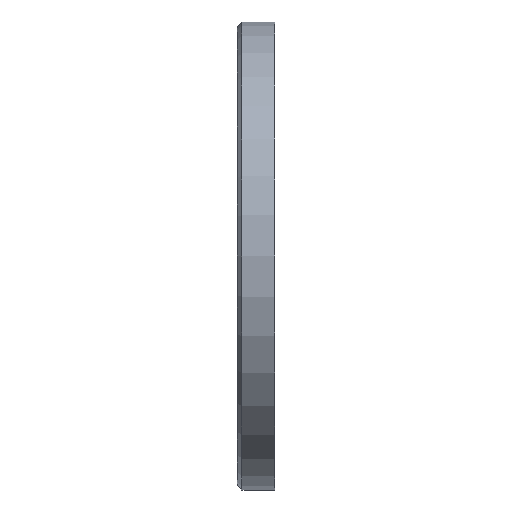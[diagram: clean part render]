
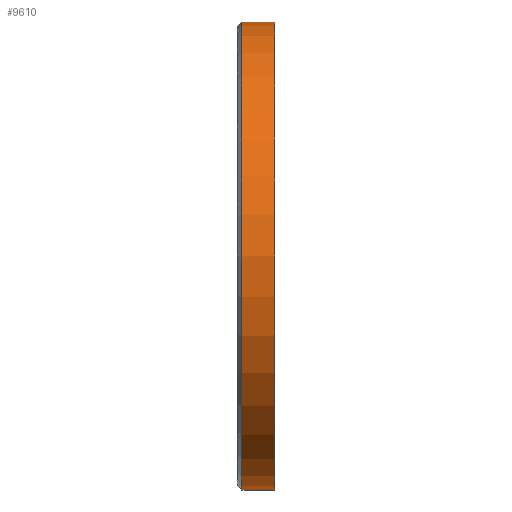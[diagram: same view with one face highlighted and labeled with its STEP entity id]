
A CAD part, left-side view. The second image highlights one B-rep face of the part: STEP entity #9610.
In plain terms, the highlighted cylindrical face has radius 50 mm (diameter 100 mm), a partial arc.
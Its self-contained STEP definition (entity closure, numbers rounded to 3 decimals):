
#647 = VERTEX_POINT ( 'NONE', #3239 ) ;
#703 = DIRECTION ( 'NONE',  ( 0., 0., -1. ) ) ;
#830 = DIRECTION ( 'NONE',  ( 0., 0., 1. ) ) ;
#1128 = ORIENTED_EDGE ( 'NONE', *, *, #2542, .F. ) ;
#1241 = CARTESIAN_POINT ( 'NONE',  ( 0., 4., -50. ) ) ;
#1357 = CARTESIAN_POINT ( 'NONE',  ( 0., 4., 50. ) ) ;
#1476 = ORIENTED_EDGE ( 'NONE', *, *, #12157, .T. ) ;
#1787 = DIRECTION ( 'NONE',  ( 0., 0., 1. ) ) ;
#1910 = VECTOR ( 'NONE', #7321, 1000. ) ;
#2203 = FACE_OUTER_BOUND ( 'NONE', #5381, .T. ) ;
#2343 = LINE ( 'NONE', #1357, #15743 ) ;
#2542 = EDGE_CURVE ( 'NONE', #6799, #11973, #2343, .T. ) ;
#2615 = DIRECTION ( 'NONE',  ( 0., -1., 0. ) ) ;
#3216 = EDGE_CURVE ( 'NONE', #647, #11973, #6612, .T. ) ;
#3239 = CARTESIAN_POINT ( 'NONE',  ( 0., -4., -50. ) ) ;
#3276 = CARTESIAN_POINT ( 'NONE',  ( 0., 3., 0. ) ) ;
#3572 = CARTESIAN_POINT ( 'NONE',  ( 0., 3., -50. ) ) ;
#5117 = AXIS2_PLACEMENT_3D ( 'NONE', #12952, #9197, #1787 ) ;
#5309 = EDGE_CURVE ( 'NONE', #13395, #647, #10792, .T. ) ;
#5381 = EDGE_LOOP ( 'NONE', ( #1128, #1476, #10625, #13815 ) ) ;
#6278 = CARTESIAN_POINT ( 'NONE',  ( 0., -4., 50. ) ) ;
#6501 = CYLINDRICAL_SURFACE ( 'NONE', #16074, 50. ) ;
#6612 = CIRCLE ( 'NONE', #5117, 50. ) ;
#6799 = VERTEX_POINT ( 'NONE', #14256 ) ;
#6879 = DIRECTION ( 'NONE',  ( 0., -1., 0. ) ) ;
#7321 = DIRECTION ( 'NONE',  ( 0., -1., 0. ) ) ;
#8086 = DIRECTION ( 'NONE',  ( 0., -1., 0. ) ) ;
#9197 = DIRECTION ( 'NONE',  ( 0., 1., 0. ) ) ;
#9610 = ADVANCED_FACE ( 'NONE', ( #2203 ), #6501, .T. ) ;
#10625 = ORIENTED_EDGE ( 'NONE', *, *, #5309, .T. ) ;
#10792 = LINE ( 'NONE', #1241, #1910 ) ;
#10904 = CIRCLE ( 'NONE', #14318, 50. ) ;
#11973 = VERTEX_POINT ( 'NONE', #6278 ) ;
#12157 = EDGE_CURVE ( 'NONE', #6799, #13395, #10904, .T. ) ;
#12952 = CARTESIAN_POINT ( 'NONE',  ( 0., -4., 0. ) ) ;
#13395 = VERTEX_POINT ( 'NONE', #3572 ) ;
#13815 = ORIENTED_EDGE ( 'NONE', *, *, #3216, .T. ) ;
#14214 = CARTESIAN_POINT ( 'NONE',  ( 0., 4., 0. ) ) ;
#14256 = CARTESIAN_POINT ( 'NONE',  ( 0., 3., 50. ) ) ;
#14318 = AXIS2_PLACEMENT_3D ( 'NONE', #3276, #8086, #830 ) ;
#15743 = VECTOR ( 'NONE', #2615, 1000. ) ;
#16074 = AXIS2_PLACEMENT_3D ( 'NONE', #14214, #6879, #703 ) ;
